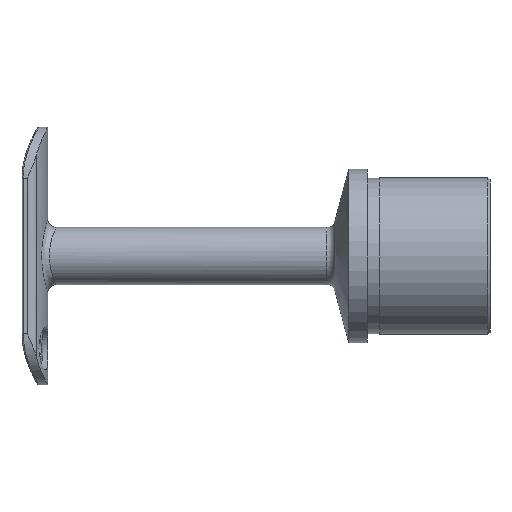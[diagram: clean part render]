
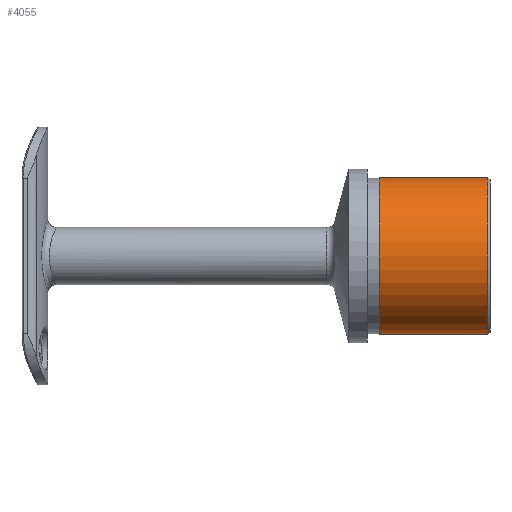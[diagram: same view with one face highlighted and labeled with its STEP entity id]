
A CAD part, left-side view. The second image highlights one B-rep face of the part: STEP entity #4055.
In plain terms, the highlighted cylindrical face has radius 19.15 mm (diameter 38.3 mm), a full revolution.
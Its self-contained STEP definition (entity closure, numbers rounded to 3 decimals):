
#852 = DIRECTION ( 'NONE',  ( 0., -1., 0. ) ) ;
#3493 = EDGE_LOOP ( 'NONE', ( #25102 ) ) ;
#4055 = ADVANCED_FACE ( 'NONE', ( #5009, #8419 ), #6548, .T. ) ;
#5009 = FACE_OUTER_BOUND ( 'NONE', #3493, .T. ) ;
#6168 = VERTEX_POINT ( 'NONE', #22239 ) ;
#6207 = EDGE_CURVE ( 'NONE', #6168, #6168, #18792, .T. ) ;
#6548 = CYLINDRICAL_SURFACE ( 'NONE', #22826, 19.15 ) ;
#7104 = CARTESIAN_POINT ( 'NONE',  ( 0., -29.5, 0. ) ) ;
#8419 = FACE_OUTER_BOUND ( 'NONE', #23598, .T. ) ;
#9113 = DIRECTION ( 'NONE',  ( 0., 1., 0. ) ) ;
#14373 = CARTESIAN_POINT ( 'NONE',  ( 0., 4.5, 0. ) ) ;
#15851 = ORIENTED_EDGE ( 'NONE', *, *, #6207, .T. ) ;
#17804 = CARTESIAN_POINT ( 'NONE',  ( 19.15, -29.5, 0. ) ) ;
#18120 = DIRECTION ( 'NONE',  ( 0., -1., 0. ) ) ;
#18792 = CIRCLE ( 'NONE', #19724, 19.15 ) ;
#18848 = CARTESIAN_POINT ( 'NONE',  ( 0., -3., 0. ) ) ;
#19724 = AXIS2_PLACEMENT_3D ( 'NONE', #18848, #852, #20815 ) ;
#20259 = DIRECTION ( 'NONE',  ( 1., 0., 0. ) ) ;
#20677 = EDGE_CURVE ( 'NONE', #21359, #21359, #24574, .T. ) ;
#20815 = DIRECTION ( 'NONE',  ( 1., 0., 0. ) ) ;
#21359 = VERTEX_POINT ( 'NONE', #17804 ) ;
#22239 = CARTESIAN_POINT ( 'NONE',  ( 19.15, -3., 0. ) ) ;
#22826 = AXIS2_PLACEMENT_3D ( 'NONE', #14373, #18120, #20259 ) ;
#22943 = DIRECTION ( 'NONE',  ( 1., 0., 0. ) ) ;
#23598 = EDGE_LOOP ( 'NONE', ( #15851 ) ) ;
#24574 = CIRCLE ( 'NONE', #25020, 19.15 ) ;
#25020 = AXIS2_PLACEMENT_3D ( 'NONE', #7104, #9113, #22943 ) ;
#25102 = ORIENTED_EDGE ( 'NONE', *, *, #20677, .T. ) ;
